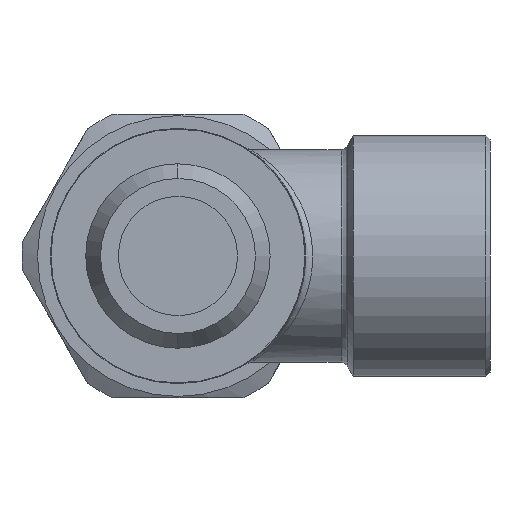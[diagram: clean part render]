
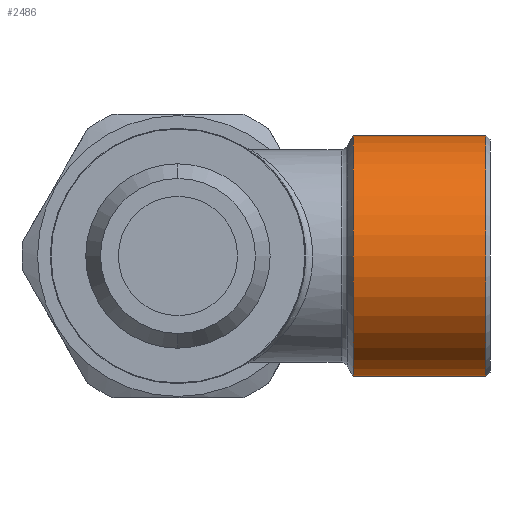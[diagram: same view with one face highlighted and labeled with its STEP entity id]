
A CAD part, front view. The second image highlights one B-rep face of the part: STEP entity #2486.
In plain terms, the highlighted cylindrical face has radius 8.5 mm (diameter 17 mm), a partial arc.
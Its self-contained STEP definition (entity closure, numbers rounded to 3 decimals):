
#130 = LINE ( 'NONE', #134, #167 ) ;
#131 = LINE ( 'NONE', #151, #132 ) ;
#132 = VECTOR ( 'NONE', #150, 1000. ) ;
#134 = CARTESIAN_POINT ( 'NONE',  ( 0., 17., -8.5 ) ) ;
#145 = CARTESIAN_POINT ( 'NONE',  ( 12.366, 17., -8.5 ) ) ;
#150 = DIRECTION ( 'NONE',  ( -1., 0., 0. ) ) ;
#151 = CARTESIAN_POINT ( 'NONE',  ( 0., 17., 8.5 ) ) ;
#165 = CARTESIAN_POINT ( 'NONE',  ( 12.366, 17., 8.5 ) ) ;
#166 = DIRECTION ( 'NONE',  ( -1., 0., 0. ) ) ;
#167 = VECTOR ( 'NONE', #166, 1000. ) ;
#635 = AXIS2_PLACEMENT_3D ( 'NONE', #649, #641, #642 ) ;
#641 = DIRECTION ( 'NONE',  ( 1., 0., 0. ) ) ;
#642 = DIRECTION ( 'NONE',  ( 0., 0., -1. ) ) ;
#649 = CARTESIAN_POINT ( 'NONE',  ( 12.366, 17., 0. ) ) ;
#654 = CIRCLE ( 'NONE', #635, 8.5 ) ;
#1354 = CYLINDRICAL_SURFACE ( 'NONE', #1508, 8.5 ) ;
#1355 = FACE_OUTER_BOUND ( 'NONE', #2487, .T. ) ;
#1414 = CIRCLE ( 'NONE', #1509, 8.5 ) ;
#1438 = DIRECTION ( 'NONE',  ( -1., 0., 0. ) ) ;
#1460 = CARTESIAN_POINT ( 'NONE',  ( 0., 17., 0. ) ) ;
#1494 = DIRECTION ( 'NONE',  ( -1., 0., 0. ) ) ;
#1508 = AXIS2_PLACEMENT_3D ( 'NONE', #1460, #1438, #1531 ) ;
#1509 = AXIS2_PLACEMENT_3D ( 'NONE', #1530, #1494, #1529 ) ;
#1529 = DIRECTION ( 'NONE',  ( 0., 0., 1. ) ) ;
#1530 = CARTESIAN_POINT ( 'NONE',  ( 21.7, 17., 0. ) ) ;
#1531 = DIRECTION ( 'NONE',  ( 0., 0., 1. ) ) ;
#1978 = VERTEX_POINT ( 'NONE', #2790 ) ;
#2040 = VERTEX_POINT ( 'NONE', #2914 ) ;
#2143 = EDGE_CURVE ( 'NONE', #1978, #2152, #131, .T. ) ;
#2145 = VERTEX_POINT ( 'NONE', #145 ) ;
#2151 = EDGE_CURVE ( 'NONE', #2040, #2145, #130, .T. ) ;
#2152 = VERTEX_POINT ( 'NONE', #165 ) ;
#2471 = EDGE_CURVE ( 'NONE', #2152, #2145, #654, .T. ) ;
#2486 = ADVANCED_FACE ( 'NONE', ( #1355 ), #1354, .T. ) ;
#2487 = EDGE_LOOP ( 'NONE', ( #2489, #2490, #2528, #2554 ) ) ;
#2489 = ORIENTED_EDGE ( 'NONE', *, *, #2151, .F. ) ;
#2490 = ORIENTED_EDGE ( 'NONE', *, *, #2492, .T. ) ;
#2492 = EDGE_CURVE ( 'NONE', #2040, #1978, #1414, .T. ) ;
#2528 = ORIENTED_EDGE ( 'NONE', *, *, #2143, .T. ) ;
#2554 = ORIENTED_EDGE ( 'NONE', *, *, #2471, .T. ) ;
#2790 = CARTESIAN_POINT ( 'NONE',  ( 21.7, 17., 8.5 ) ) ;
#2914 = CARTESIAN_POINT ( 'NONE',  ( 21.7, 17., -8.5 ) ) ;
